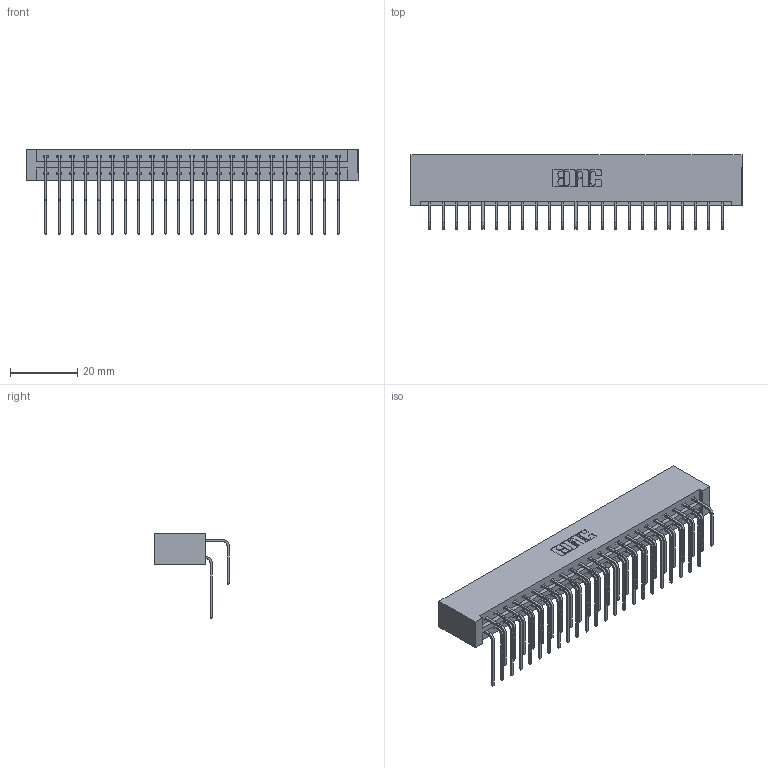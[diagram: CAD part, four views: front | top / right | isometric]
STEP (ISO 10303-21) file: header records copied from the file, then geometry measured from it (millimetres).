
FILE_DESCRIPTION (( 'STEP AP203' ), '1' );
FILE_NAME ('387-046-558-201.STEP', '2018-09-20T04:43:28', ( '' ), ( '' ), 'SwSTEP 2.0', 'SolidWorks 2016', '' );
FILE_SCHEMA (( 'CONFIG_CONTROL_DESIGN' ));
Length unit declared in the file: inch
Products named in the file (4): 337 Part_No Mounting Lugs; 345-292-001_558 559 Tail - 1; 345-292-001_558 Tail - 2; 387-046-558-201
Assembly tree (47 placements, depth 2):
  387-046-558-201
    337 Part_No Mounting Lugs
    345-292-001_558 559 Tail - 1  x23
    345-292-001_558 Tail - 2  x23
Bounding box: 99.01 x 22.17 x 25.53 mm (x, y, z)
Volume: 11207.6 mm3; surface area: 13874.2 mm2
Topology: 47 solids, 47 shells, 2682 faces, 7969 edges, 5250 vertices
Faces by surface type: plane 1906, cylinder 776
Entity records: 21797 total; most frequent: CARTESIAN_POINT 3733, ORIENTED_EDGE 3618, DIRECTION 3185, EDGE_CURVE 1809, LINE 1649, VECTOR 1649, VERTEX_POINT 1202, AXIS2_PLACEMENT_3D 768
